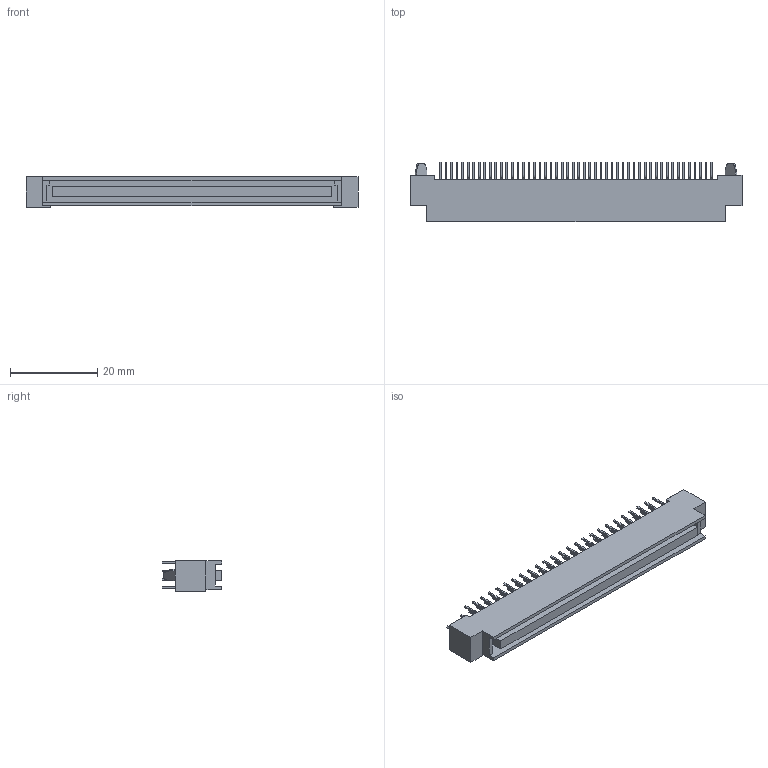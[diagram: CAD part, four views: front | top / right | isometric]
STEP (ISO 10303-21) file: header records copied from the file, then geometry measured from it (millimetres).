
FILE_DESCRIPTION(/* description */ (''),/* implementation_level */ '2;1');
FILE_NAME(/* name */ 'P50-100P-R1-XX_step.stp',/* time_stamp */ '2011-06-23T09:24:58-05:00',/* author */ (''),/* organization */ (''),/* preprocessor_version */ 'ST-DEVELOPER v11',/* originating_system */ 'SIEMENS PLM Software NX 7.5',/* authorisation */ '');
FILE_SCHEMA (('AUTOMOTIVE_DESIGN { 1 0 10303 214 1 1 1 1 }'));
Length unit declared in the file: millimetre
Products named in the file (1): 78-5110-5870-9
Bounding box: 76.23 x 13.7 x 7 mm (x, y, z)
Volume: 3516.3 mm3; surface area: 5401.5 mm2
Topology: 1 solids, 1 shells, 905 faces, 2399 edges, 1599 vertices
Faces by surface type: plane 701, cylinder 204
Entity records: 28007 total; most frequent: CARTESIAN_POINT 5594, ORIENTED_EDGE 4798, DIRECTION 4289, EDGE_CURVE 2399, LINE 1861, VECTOR 1861, VERTEX_POINT 1599, AXIS2_PLACEMENT_3D 1214
